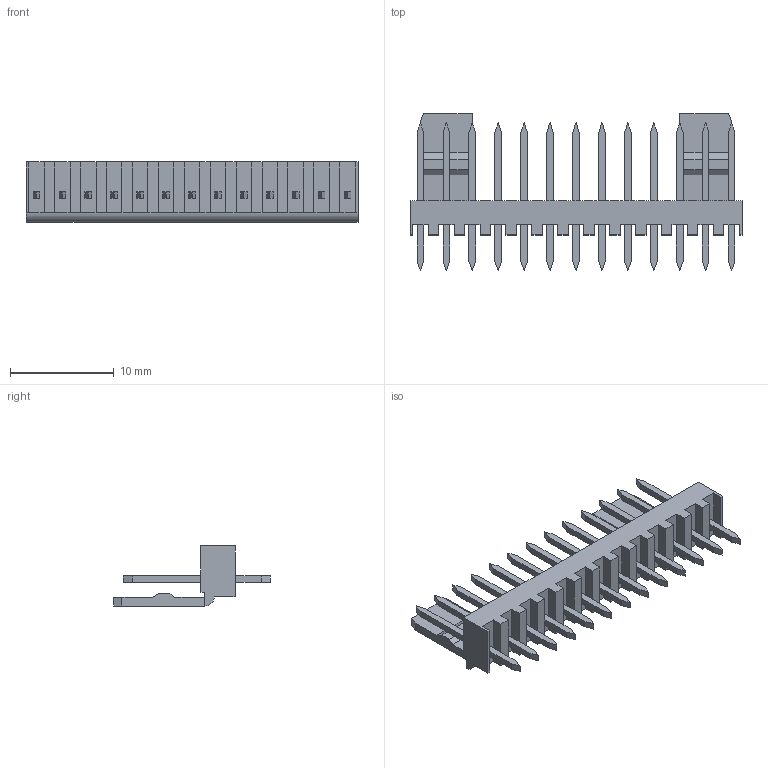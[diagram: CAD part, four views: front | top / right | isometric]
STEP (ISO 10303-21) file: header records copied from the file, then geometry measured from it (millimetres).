
FILE_DESCRIPTION((''),'2;1');
FILE_NAME('022041131','2013-12-25T',('me'),(''),'PRO/ENGINEER BY PARAMETRIC TECHNOLOGY CORPORATION, 2011490','PRO/ENGINEER BY PARAMETRIC TECHNOLOGY CORPORATION, 2011490','');
FILE_SCHEMA(('CONFIG_CONTROL_DESIGN'));
Length unit declared in the file: millimetre
Products named in the file (1): 022041131
Bounding box: 32 x 15.1 x 5.8 mm (x, y, z)
Volume: 565.7 mm3; surface area: 1318.7 mm2
Topology: 1 solids, 1 shells, 296 faces, 794 edges, 538 vertices
Faces by surface type: plane 295, cylinder 1
Entity records: 9100 total; most frequent: CARTESIAN_POINT 1604, ORIENTED_EDGE 1536, DIRECTION 1418, EDGE_CURVE 768, VECTOR 766, LINE 766, VERTEX_POINT 512, EDGE_LOOP 334
